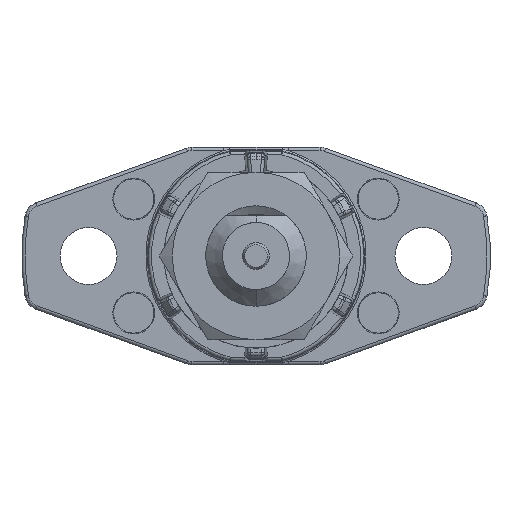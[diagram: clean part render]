
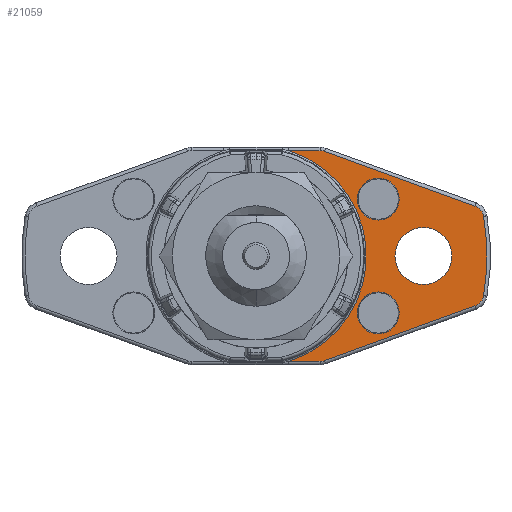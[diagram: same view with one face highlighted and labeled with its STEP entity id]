
A CAD part, front view. The second image highlights one B-rep face of the part: STEP entity #21059.
In plain terms, the highlighted planar face has unit normal (0, -1, 0).
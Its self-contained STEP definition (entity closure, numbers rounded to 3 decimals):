
#376 = CIRCLE ( 'NONE', #36840, 1.25 ) ;
#651 = LINE ( 'NONE', #21393, #23419 ) ;
#1272 = CARTESIAN_POINT ( 'NONE',  ( 13.595, 13.5, 2.367 ) ) ;
#1586 = DIRECTION ( 'NONE',  ( 0., 0., 1. ) ) ;
#1913 = AXIS2_PLACEMENT_3D ( 'NONE', #18858, #10123, #1586 ) ;
#2186 = CARTESIAN_POINT ( 'NONE',  ( 7.3, 13.5, -2.15 ) ) ;
#2504 = VERTEX_POINT ( 'NONE', #5783 ) ;
#2856 = DIRECTION ( 'NONE',  ( 0., 0., 1. ) ) ;
#3921 = AXIS2_PLACEMENT_3D ( 'NONE', #36200, #16079, #36766 ) ;
#3958 = EDGE_CURVE ( 'NONE', #23373, #10014, #8868, .T. ) ;
#4253 = ORIENTED_EDGE ( 'NONE', *, *, #5458, .T. ) ;
#4613 = PLANE ( 'NONE',  #23146 ) ;
#5426 = CARTESIAN_POINT ( 'NONE',  ( 13.081, 13.5, -2.982 ) ) ;
#5458 = EDGE_CURVE ( 'NONE', #10014, #11407, #20615, .T. ) ;
#5773 = CARTESIAN_POINT ( 'NONE',  ( 3.824, 13.5, -5.5 ) ) ;
#5783 = CARTESIAN_POINT ( 'NONE',  ( 3.824, 13.5, 6.3 ) ) ;
#6502 = CIRCLE ( 'NONE', #11441, 0.8 ) ;
#6847 = EDGE_CURVE ( 'NONE', #28462, #25737, #21670, .T. ) ;
#7021 = CARTESIAN_POINT ( 'NONE',  ( 13.081, 13.5, 2.982 ) ) ;
#7147 = FACE_BOUND ( 'NONE', #11017, .T. ) ;
#7163 = CIRCLE ( 'NONE', #15828, 0.8 ) ;
#7489 = DIRECTION ( 'NONE',  ( 0., 0., -1. ) ) ;
#7724 = CIRCLE ( 'NONE', #29340, 1.25 ) ;
#8530 = ORIENTED_EDGE ( 'NONE', *, *, #37265, .F. ) ;
#8687 = DIRECTION ( 'NONE',  ( 0., 0., 1. ) ) ;
#8708 = CARTESIAN_POINT ( 'NONE',  ( 7.3, 13.5, -4.65 ) ) ;
#8855 = CARTESIAN_POINT ( 'NONE',  ( 4.097, 13.5, -6.252 ) ) ;
#8868 = CIRCLE ( 'NONE', #24857, 0.8 ) ;
#9309 = VECTOR ( 'NONE', #35447, 1000. ) ;
#9451 = CARTESIAN_POINT ( 'NONE',  ( 3.824, 13.5, -6.3 ) ) ;
#9850 = DIRECTION ( 'NONE',  ( 0.94, 0., 0.342 ) ) ;
#9946 = CIRCLE ( 'NONE', #1913, 1.7 ) ;
#10014 = VERTEX_POINT ( 'NONE', #35169 ) ;
#10123 = DIRECTION ( 'NONE',  ( 0., 1., 0. ) ) ;
#10235 = FACE_OUTER_BOUND ( 'NONE', #33342, .T. ) ;
#10415 = FACE_BOUND ( 'NONE', #18652, .T. ) ;
#10997 = VERTEX_POINT ( 'NONE', #27656 ) ;
#11017 = EDGE_LOOP ( 'NONE', ( #38278, #20138 ) ) ;
#11142 = CARTESIAN_POINT ( 'NONE',  ( 7.3, 13.5, 2.15 ) ) ;
#11250 = VERTEX_POINT ( 'NONE', #8855 ) ;
#11407 = VERTEX_POINT ( 'NONE', #1272 ) ;
#11422 = ORIENTED_EDGE ( 'NONE', *, *, #36442, .T. ) ;
#11441 = AXIS2_PLACEMENT_3D ( 'NONE', #5773, #33052, #2856 ) ;
#11525 = AXIS2_PLACEMENT_3D ( 'NONE', #13496, #30721, #7489 ) ;
#11604 = CARTESIAN_POINT ( 'NONE',  ( 10., 13.5, 1.7 ) ) ;
#12031 = VERTEX_POINT ( 'NONE', #2186 ) ;
#12476 = DIRECTION ( 'NONE',  ( -1., 0., 0. ) ) ;
#12530 = EDGE_CURVE ( 'NONE', #16096, #10997, #27619, .T. ) ;
#12566 = CARTESIAN_POINT ( 'NONE',  ( 2.489, 13.5, -6.837 ) ) ;
#12784 = DIRECTION ( 'NONE',  ( 0., 0., -1. ) ) ;
#13496 = CARTESIAN_POINT ( 'NONE',  ( 7.3, 13.5, -3.4 ) ) ;
#14516 = DIRECTION ( 'NONE',  ( 0., -1., 0. ) ) ;
#14737 = EDGE_CURVE ( 'NONE', #10997, #17518, #23850, .T. ) ;
#14782 = EDGE_LOOP ( 'NONE', ( #17578, #19486 ) ) ;
#14788 = LINE ( 'NONE', #24251, #24124 ) ;
#15219 = AXIS2_PLACEMENT_3D ( 'NONE', #17550, #32625, #38226 ) ;
#15499 = VERTEX_POINT ( 'NONE', #7021 ) ;
#15828 = AXIS2_PLACEMENT_3D ( 'NONE', #19692, #34579, #31472 ) ;
#16079 = DIRECTION ( 'NONE',  ( 0., -1., 0. ) ) ;
#16096 = VERTEX_POINT ( 'NONE', #37126 ) ;
#16591 = CARTESIAN_POINT ( 'NONE',  ( 4.097, 13.5, 6.252 ) ) ;
#17518 = VERTEX_POINT ( 'NONE', #9451 ) ;
#17550 = CARTESIAN_POINT ( 'NONE',  ( 3.824, 13.5, 5.5 ) ) ;
#17578 = ORIENTED_EDGE ( 'NONE', *, *, #26660, .T. ) ;
#17706 = DIRECTION ( 'NONE',  ( -0.94, 0., 0.342 ) ) ;
#17912 = CIRCLE ( 'NONE', #22830, 1.7 ) ;
#18375 = CARTESIAN_POINT ( 'NONE',  ( 0., 13.5, 0. ) ) ;
#18652 = EDGE_LOOP ( 'NONE', ( #8530, #21268 ) ) ;
#18858 = CARTESIAN_POINT ( 'NONE',  ( 10., 13.5, 0. ) ) ;
#18967 = DIRECTION ( 'NONE',  ( 0., 1., 0. ) ) ;
#19486 = ORIENTED_EDGE ( 'NONE', *, *, #29510, .T. ) ;
#19650 = ORIENTED_EDGE ( 'NONE', *, *, #36225, .T. ) ;
#19692 = CARTESIAN_POINT ( 'NONE',  ( 12.807, 13.5, 2.23 ) ) ;
#20099 = EDGE_CURVE ( 'NONE', #25737, #28462, #7724, .T. ) ;
#20138 = ORIENTED_EDGE ( 'NONE', *, *, #20099, .F. ) ;
#20201 = CIRCLE ( 'NONE', #11525, 1.25 ) ;
#20270 = VERTEX_POINT ( 'NONE', #31010 ) ;
#20615 = CIRCLE ( 'NONE', #3921, 13.8 ) ;
#20988 = DIRECTION ( 'NONE',  ( 0., -1., 0. ) ) ;
#21059 = ADVANCED_FACE ( 'NONE', ( #7147, #10415, #34416, #10235 ), #4613, .F. ) ;
#21268 = ORIENTED_EDGE ( 'NONE', *, *, #36898, .F. ) ;
#21393 = CARTESIAN_POINT ( 'NONE',  ( 0., 13.5, 6.3 ) ) ;
#21670 = CIRCLE ( 'NONE', #34656, 1.25 ) ;
#21678 = CARTESIAN_POINT ( 'NONE',  ( 7.3, 13.5, -3.4 ) ) ;
#22830 = AXIS2_PLACEMENT_3D ( 'NONE', #30127, #36504, #30319 ) ;
#23146 = AXIS2_PLACEMENT_3D ( 'NONE', #34023, #18967, #37094 ) ;
#23373 = VERTEX_POINT ( 'NONE', #5426 ) ;
#23419 = VECTOR ( 'NONE', #12476, 1000. ) ;
#23486 = ORIENTED_EDGE ( 'NONE', *, *, #12530, .T. ) ;
#23850 = LINE ( 'NONE', #30016, #9309 ) ;
#23878 = CARTESIAN_POINT ( 'NONE',  ( 7.3, 13.5, 4.65 ) ) ;
#24124 = VECTOR ( 'NONE', #17706, 1000. ) ;
#24251 = CARTESIAN_POINT ( 'NONE',  ( 2.489, 13.5, 6.837 ) ) ;
#24781 = CARTESIAN_POINT ( 'NONE',  ( 12.807, 13.5, -2.23 ) ) ;
#24857 = AXIS2_PLACEMENT_3D ( 'NONE', #24781, #25346, #34269 ) ;
#24993 = VERTEX_POINT ( 'NONE', #8708 ) ;
#25122 = ORIENTED_EDGE ( 'NONE', *, *, #25495, .T. ) ;
#25346 = DIRECTION ( 'NONE',  ( 0., -1., 0. ) ) ;
#25495 = EDGE_CURVE ( 'NONE', #2504, #16096, #651, .T. ) ;
#25737 = VERTEX_POINT ( 'NONE', #11142 ) ;
#26303 = CARTESIAN_POINT ( 'NONE',  ( 7.3, 13.5, 3.4 ) ) ;
#26660 = EDGE_CURVE ( 'NONE', #30207, #20270, #17912, .T. ) ;
#26847 = DIRECTION ( 'NONE',  ( 0., 1., 0. ) ) ;
#26951 = ORIENTED_EDGE ( 'NONE', *, *, #28401, .T. ) ;
#26956 = ORIENTED_EDGE ( 'NONE', *, *, #31450, .T. ) ;
#27619 = CIRCLE ( 'NONE', #30091, 6.592 ) ;
#27656 = CARTESIAN_POINT ( 'NONE',  ( 1.94, 13.5, -6.3 ) ) ;
#27710 = ORIENTED_EDGE ( 'NONE', *, *, #35994, .T. ) ;
#28401 = EDGE_CURVE ( 'NONE', #15499, #33654, #14788, .T. ) ;
#28462 = VERTEX_POINT ( 'NONE', #23878 ) ;
#29340 = AXIS2_PLACEMENT_3D ( 'NONE', #32597, #20988, #32782 ) ;
#29510 = EDGE_CURVE ( 'NONE', #20270, #30207, #9946, .T. ) ;
#29792 = VECTOR ( 'NONE', #9850, 1000. ) ;
#30016 = CARTESIAN_POINT ( 'NONE',  ( 0., 13.5, -6.3 ) ) ;
#30091 = AXIS2_PLACEMENT_3D ( 'NONE', #18375, #26847, #35940 ) ;
#30127 = CARTESIAN_POINT ( 'NONE',  ( 10., 13.5, 0. ) ) ;
#30207 = VERTEX_POINT ( 'NONE', #11604 ) ;
#30319 = DIRECTION ( 'NONE',  ( 0., 0., 1. ) ) ;
#30721 = DIRECTION ( 'NONE',  ( 0., -1., 0. ) ) ;
#30922 = LINE ( 'NONE', #12566, #29792 ) ;
#31010 = CARTESIAN_POINT ( 'NONE',  ( 10., 13.5, -1.7 ) ) ;
#31450 = EDGE_CURVE ( 'NONE', #11250, #23373, #30922, .T. ) ;
#31472 = DIRECTION ( 'NONE',  ( 0., 0., 1. ) ) ;
#31820 = ORIENTED_EDGE ( 'NONE', *, *, #3958, .T. ) ;
#31867 = CIRCLE ( 'NONE', #15219, 0.8 ) ;
#32597 = CARTESIAN_POINT ( 'NONE',  ( 7.3, 13.5, 3.4 ) ) ;
#32625 = DIRECTION ( 'NONE',  ( 0., -1., 0. ) ) ;
#32782 = DIRECTION ( 'NONE',  ( 0., 0., 1. ) ) ;
#33052 = DIRECTION ( 'NONE',  ( 0., -1., 0. ) ) ;
#33342 = EDGE_LOOP ( 'NONE', ( #23486, #36004, #27710, #26956, #31820, #4253, #19650, #26951, #11422, #25122 ) ) ;
#33484 = DIRECTION ( 'NONE',  ( 0., -1., 0. ) ) ;
#33654 = VERTEX_POINT ( 'NONE', #16591 ) ;
#34023 = CARTESIAN_POINT ( 'NONE',  ( 0., 13.5, 0. ) ) ;
#34269 = DIRECTION ( 'NONE',  ( 0., 0., 1. ) ) ;
#34416 = FACE_BOUND ( 'NONE', #14782, .T. ) ;
#34579 = DIRECTION ( 'NONE',  ( 0., -1., 0. ) ) ;
#34656 = AXIS2_PLACEMENT_3D ( 'NONE', #26303, #14516, #8687 ) ;
#35169 = CARTESIAN_POINT ( 'NONE',  ( 13.595, 13.5, -2.367 ) ) ;
#35447 = DIRECTION ( 'NONE',  ( 1., 0., 0. ) ) ;
#35940 = DIRECTION ( 'NONE',  ( 0., 0., 1. ) ) ;
#35994 = EDGE_CURVE ( 'NONE', #17518, #11250, #6502, .T. ) ;
#36004 = ORIENTED_EDGE ( 'NONE', *, *, #14737, .T. ) ;
#36200 = CARTESIAN_POINT ( 'NONE',  ( 0., 13.5, 0. ) ) ;
#36225 = EDGE_CURVE ( 'NONE', #11407, #15499, #7163, .T. ) ;
#36442 = EDGE_CURVE ( 'NONE', #33654, #2504, #31867, .T. ) ;
#36504 = DIRECTION ( 'NONE',  ( 0., 1., 0. ) ) ;
#36766 = DIRECTION ( 'NONE',  ( 0., 0., 1. ) ) ;
#36840 = AXIS2_PLACEMENT_3D ( 'NONE', #21678, #33484, #12784 ) ;
#36898 = EDGE_CURVE ( 'NONE', #12031, #24993, #376, .T. ) ;
#37094 = DIRECTION ( 'NONE',  ( 0., 0., 1. ) ) ;
#37126 = CARTESIAN_POINT ( 'NONE',  ( 1.94, 13.5, 6.3 ) ) ;
#37265 = EDGE_CURVE ( 'NONE', #24993, #12031, #20201, .T. ) ;
#38226 = DIRECTION ( 'NONE',  ( 0., 0., 1. ) ) ;
#38278 = ORIENTED_EDGE ( 'NONE', *, *, #6847, .F. ) ;
